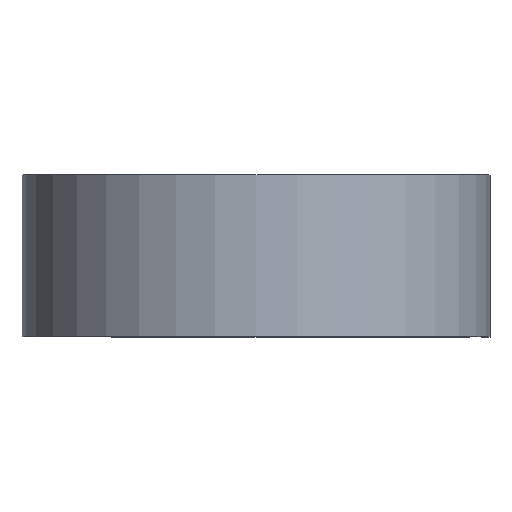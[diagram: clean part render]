
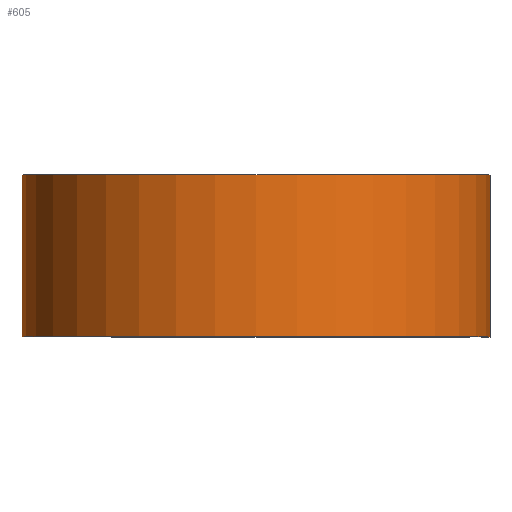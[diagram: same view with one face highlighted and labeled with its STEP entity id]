
A CAD part, top view. The second image highlights one B-rep face of the part: STEP entity #605.
In plain terms, the highlighted cylindrical face has radius 32.169 mm (diameter 64.338 mm), a partial arc.
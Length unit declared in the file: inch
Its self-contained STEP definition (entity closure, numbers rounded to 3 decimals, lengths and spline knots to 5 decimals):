
#6 = EDGE_CURVE ( 'NONE', #103, #205, #384, .T. ) ;
#8 = EDGE_CURVE ( 'NONE', #343, #49, #389, .T. ) ;
#49 = VERTEX_POINT ( 'NONE', #664 ) ;
#73 = CYLINDRICAL_SURFACE ( 'NONE', #162, 1.2665 ) ;
#103 = VERTEX_POINT ( 'NONE', #598 ) ;
#107 = DIRECTION ( 'NONE',  ( 0., -1., 0. ) ) ;
#154 = EDGE_LOOP ( 'NONE', ( #311, #159, #222, #305 ) ) ;
#159 = ORIENTED_EDGE ( 'NONE', *, *, #6, .F. ) ;
#162 = AXIS2_PLACEMENT_3D ( 'NONE', #267, #414, #351 ) ;
#202 = CARTESIAN_POINT ( 'NONE',  ( 0., 0.4375, 0. ) ) ;
#205 = VERTEX_POINT ( 'NONE', #708 ) ;
#222 = ORIENTED_EDGE ( 'NONE', *, *, #727, .F. ) ;
#267 = CARTESIAN_POINT ( 'NONE',  ( 0., 0.4375, 0. ) ) ;
#270 = DIRECTION ( 'NONE',  ( 0., 1., 0. ) ) ;
#305 = ORIENTED_EDGE ( 'NONE', *, *, #8, .T. ) ;
#307 = AXIS2_PLACEMENT_3D ( 'NONE', #695, #704, #728 ) ;
#311 = ORIENTED_EDGE ( 'NONE', *, *, #466, .T. ) ;
#343 = VERTEX_POINT ( 'NONE', #361 ) ;
#351 = DIRECTION ( 'NONE',  ( 0., 0., -1. ) ) ;
#361 = CARTESIAN_POINT ( 'NONE',  ( 0., 0.4375, -1.2665 ) ) ;
#375 = VECTOR ( 'NONE', #107, 39.37008 ) ;
#384 = LINE ( 'NONE', #707, #385 ) ;
#385 = VECTOR ( 'NONE', #399, 39.37008 ) ;
#389 = LINE ( 'NONE', #392, #375 ) ;
#392 = CARTESIAN_POINT ( 'NONE',  ( 0., 0.4375, -1.2665 ) ) ;
#399 = DIRECTION ( 'NONE',  ( 0., -1., 0. ) ) ;
#414 = DIRECTION ( 'NONE',  ( 0., -1., 0. ) ) ;
#450 = CIRCLE ( 'NONE', #540, 1.2665 ) ;
#466 = EDGE_CURVE ( 'NONE', #49, #205, #612, .T. ) ;
#491 = FACE_OUTER_BOUND ( 'NONE', #154, .T. ) ;
#533 = DIRECTION ( 'NONE',  ( 1., 0., 0. ) ) ;
#540 = AXIS2_PLACEMENT_3D ( 'NONE', #202, #270, #533 ) ;
#598 = CARTESIAN_POINT ( 'NONE',  ( 1.2665, 0.4375, 0. ) ) ;
#605 = ADVANCED_FACE ( 'NONE', ( #491 ), #73, .T. ) ;
#612 = CIRCLE ( 'NONE', #307, 1.2665 ) ;
#664 = CARTESIAN_POINT ( 'NONE',  ( 0., -0.4375, -1.2665 ) ) ;
#695 = CARTESIAN_POINT ( 'NONE',  ( 0., -0.4375, 0. ) ) ;
#704 = DIRECTION ( 'NONE',  ( 0., 1., 0. ) ) ;
#707 = CARTESIAN_POINT ( 'NONE',  ( 1.2665, 0.4375, 0. ) ) ;
#708 = CARTESIAN_POINT ( 'NONE',  ( 1.2665, -0.4375, 0. ) ) ;
#727 = EDGE_CURVE ( 'NONE', #343, #103, #450, .T. ) ;
#728 = DIRECTION ( 'NONE',  ( 1., 0., 0. ) ) ;
